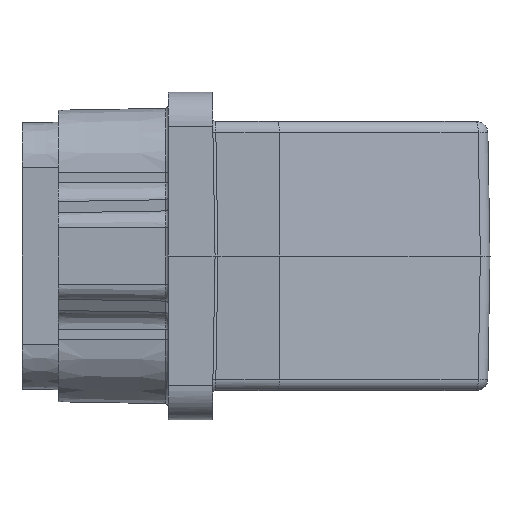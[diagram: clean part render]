
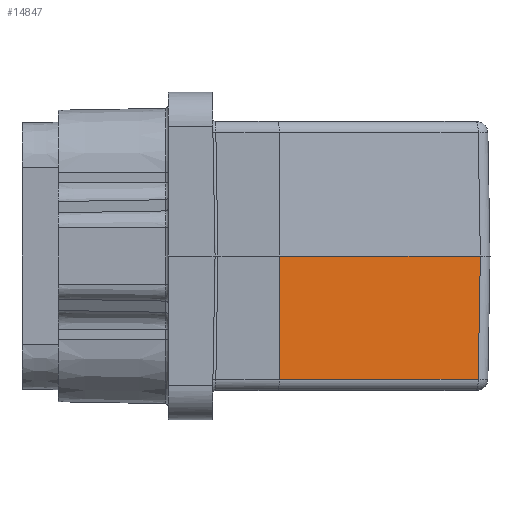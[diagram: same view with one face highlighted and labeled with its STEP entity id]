
A CAD part, left-side view. The second image highlights one B-rep face of the part: STEP entity #14847.
In plain terms, the highlighted planar face has unit normal (-0.985, -0.174, -0.018).
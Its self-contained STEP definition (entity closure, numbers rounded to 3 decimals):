
#3452=DIRECTION('',(-0.174,0.985,0.));
#3453=VECTOR('',#3452,34.537);
#3454=CARTESIAN_POINT('',(25.364,-44.98,
-51.035));
#3455=LINE('',#3454,#3453);
#3456=DIRECTION('',(-0.017,-0.002,1.));
#3457=VECTOR('',#3456,21.038);
#3458=CARTESIAN_POINT('',(19.367,-10.968,
-51.035));
#3459=LINE('',#3458,#3457);
#3460=DIRECTION('',(-0.174,0.985,0.));
#3461=VECTOR('',#3460,34.877);
#3462=CARTESIAN_POINT('',(25.056,-45.348,-30.));
#3463=LINE('',#3462,#3461);
#3464=DIRECTION('',(-0.015,-0.017,1.));
#3465=VECTOR('',#3464,21.04);
#3466=CARTESIAN_POINT('',(25.364,-44.98,
-51.035));
#3467=LINE('',#3466,#3465);
#9333=CARTESIAN_POINT('',(25.364,-44.98,
-51.035));
#9334=CARTESIAN_POINT('',(19.367,-10.968,
-51.035));
#9335=VERTEX_POINT('',#9333);
#9336=VERTEX_POINT('',#9334);
#9363=CARTESIAN_POINT('',(25.056,-45.348,-30.));
#9364=VERTEX_POINT('',#9363);
#9373=CARTESIAN_POINT('',(19.,-11.,-30.));
#9374=VERTEX_POINT('',#9373);
#14834=CARTESIAN_POINT('',(25.348,-47.,-30.));
#14835=DIRECTION('',(-0.985,-0.174,-0.017));
#14836=DIRECTION('',(-0.174,0.985,0.));
#14837=AXIS2_PLACEMENT_3D('',#14834,#14835,#14836);
#14838=PLANE('',#14837);
#14839=ORIENTED_EDGE('',*,*,#14825,.T.);
#14840=ORIENTED_EDGE('',*,*,#9750,.T.);
#14842=ORIENTED_EDGE('',*,*,#14841,.F.);
#14844=ORIENTED_EDGE('',*,*,#14843,.F.);
#14845=EDGE_LOOP('',(#14839,#14840,#14842,#14844));
#14846=FACE_OUTER_BOUND('',#14845,.F.);
#14847=ADVANCED_FACE('',(#14846),#14838,.T.);
#9750=EDGE_CURVE('',#9336,#9374,#3459,.T.);
#14825=EDGE_CURVE('',#9335,#9336,#3455,.T.);
#14841=EDGE_CURVE('',#9364,#9374,#3463,.T.);
#14843=EDGE_CURVE('',#9335,#9364,#3467,.T.);
